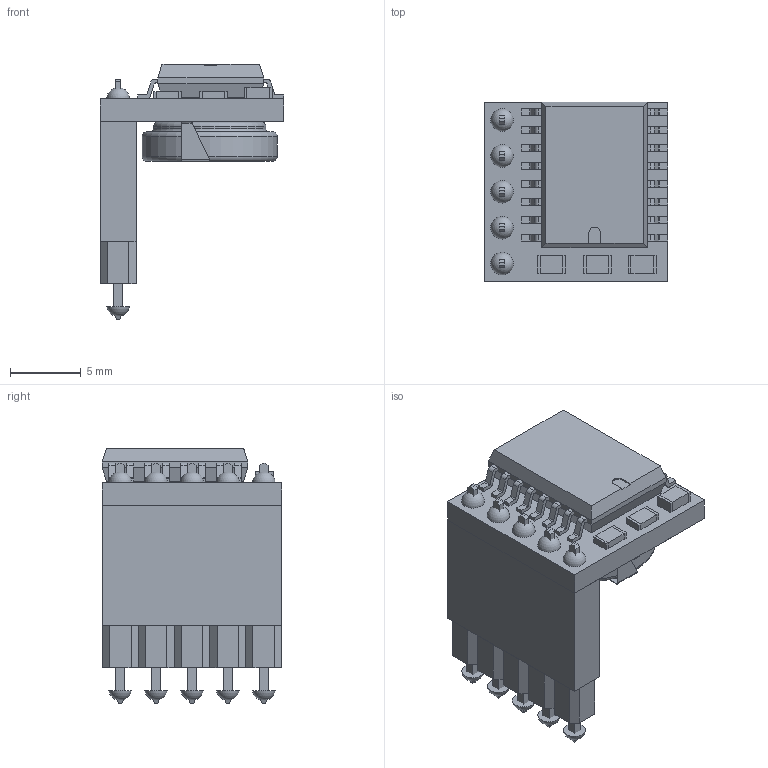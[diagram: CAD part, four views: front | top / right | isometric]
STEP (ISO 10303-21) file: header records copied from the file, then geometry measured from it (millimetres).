
FILE_DESCRIPTION(('FreeCAD Model'),'2;1');
FILE_NAME('Open CASCADE Shape Model','2023-01-27T20:28:17',(''),(''), 'Open CASCADE STEP processor 7.6','FreeCAD','Unknown');
FILE_SCHEMA(('AUTOMOTIVE_DESIGN { 1 0 10303 214 1 1 1 1 }'));
Length unit declared in the file: millimetre
Products named in the file (9): Unnamed; Board_001; 5 Pos Socket Header_001; SOIC16_001; 0805 Resistor_001; 0805 Resistor_002; 0805 Capacitor_001; Battery_001; 1x5 Male Header_001
Assembly tree (8 placements, depth 2):
  Unnamed
    Board_001
    5 Pos Socket Header_001
    SOIC16_001
    0805 Resistor_001
    0805 Resistor_002
    0805 Capacitor_001
    Battery_001
    1x5 Male Header_001
Bounding box: 13 x 12.7 x 18.09 mm (x, y, z)
Volume: 958.6 mm3; surface area: 2288.7 mm2
Topology: 35 solids, 45 shells, 538 faces, 1278 edges, 825 vertices
Faces by surface type: plane 440, cylinder 77, torus 11, sphere 10
Full cylindrical faces by diameter (mm): 6.55 x2, 7.65 x2, 7.95 x1, 9.25 x2, 9.55 x1
Entity records: 19146 total; most frequent: CARTESIAN_POINT 2640, DIRECTION 2562, ORIENTED_EDGE 2536, EDGE_CURVE 1268, LINE 1068, VECTOR 1068, VERTEX_POINT 825, AXIS2_PLACEMENT_3D 747
